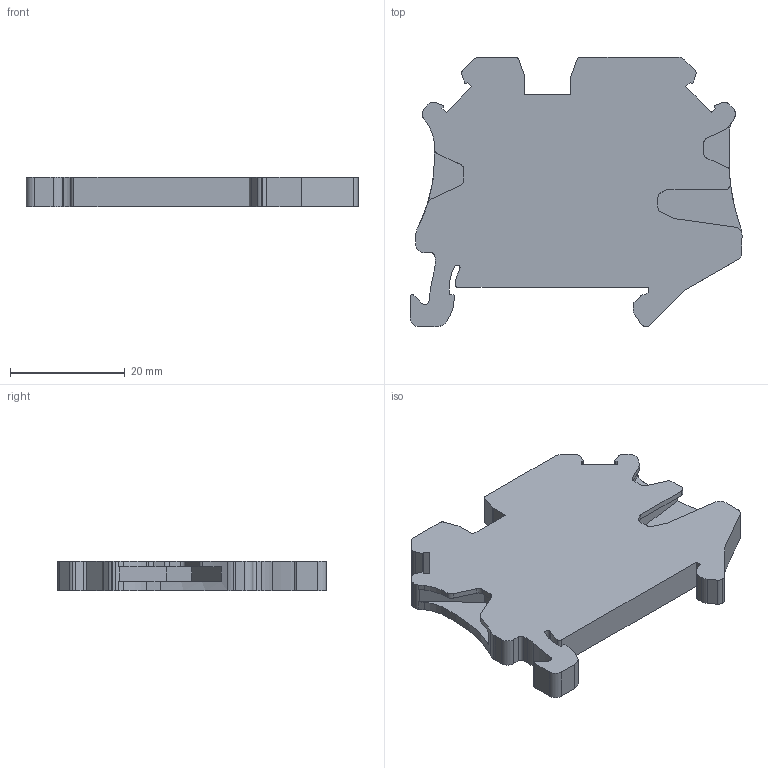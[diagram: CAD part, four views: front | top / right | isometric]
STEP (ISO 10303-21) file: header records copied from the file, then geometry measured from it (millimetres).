
FILE_DESCRIPTION(('OneSpaceDesigner STEP Export'),'2;1');
FILE_NAME('3044513_ut25_twin_select.stp','2005-01-27T10:31:58',(''),(''),'OneSpace Designer STEP processor (Jan. 2003) for AP203(Solid Model)','OneSpace Designer 12.01C 26-Mar-2004 (C) CoCreate Software GmbH','');
FILE_SCHEMA(('CONFIG_CONTROL_DESIGN'));
Length unit declared in the file: millimetre
Products named in the file (2): 3044513_ut25_twin_select
Assembly tree (1 placements, depth 2):
  3044513_ut25_twin_select
    3044513_ut25_twin_select
Bounding box: 57.8 x 46.85 x 5.15 mm (x, y, z)
Volume: 9498.6 mm3; surface area: 5796.7 mm2
Topology: 1 solids, 1 shells, 186 faces, 546 edges, 364 vertices
Faces by surface type: plane 97, cylinder 89
Entity records: 7480 total; most frequent: CARTESIAN_POINT 1111, ORIENTED_EDGE 1092, DIRECTION 947, EDGE_CURVE 546, VERTEX_POINT 364, VECTOR 351, LINE 351, AXIS2_PLACEMENT_3D 298
